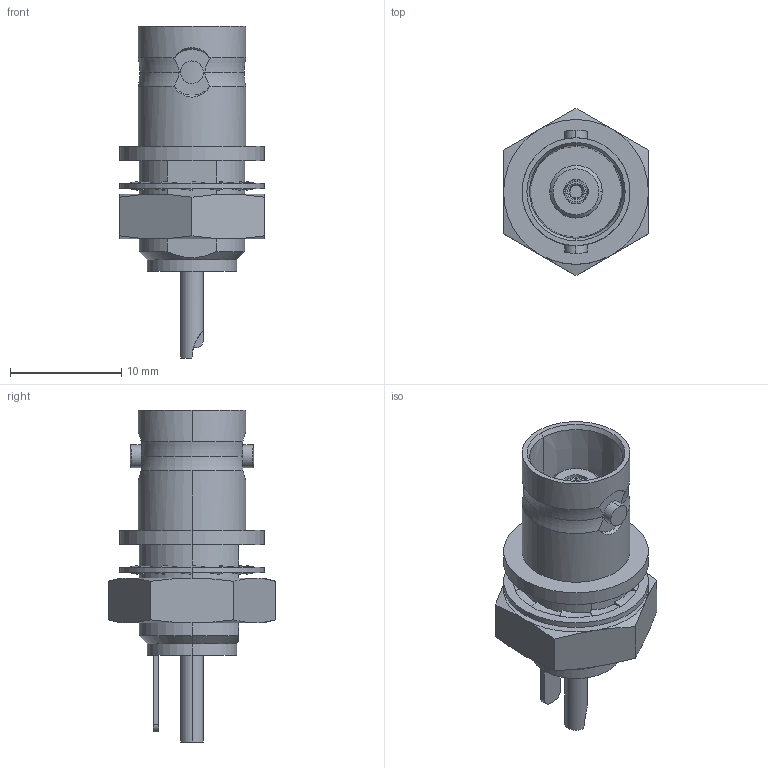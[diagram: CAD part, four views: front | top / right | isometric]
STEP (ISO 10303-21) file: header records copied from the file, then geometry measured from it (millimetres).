
FILE_DESCRIPTION (( 'STEP AP214' ), '1' );
FILE_NAME ('J01001B0043.STEP', '2018-02-20T08:29:45', ( '' ), ( '' ), 'SwSTEP 2.0', 'SolidWorks 2017', '' );
FILE_SCHEMA (( 'AUTOMOTIVE_DESIGN' ));
Length unit declared in the file: millimetre
Products named in the file (1): J01001B0043
Bounding box: 13 x 15.01 x 29.8 mm (x, y, z)
Volume: 1687.8 mm3; surface area: 1665.5 mm2
Topology: 2 solids, 2 shells, 215 faces, 531 edges, 333 vertices
Faces by surface type: plane 87, cylinder 46, bspline 36, cone 34, torus 12
Entity records: 9392 total; most frequent: CARTESIAN_POINT 2213, ORIENTED_EDGE 1062, DIRECTION 881, EDGE_CURVE 531, VERTEX_POINT 333, AXIS2_PLACEMENT_3D 305, LINE 271, VECTOR 271
